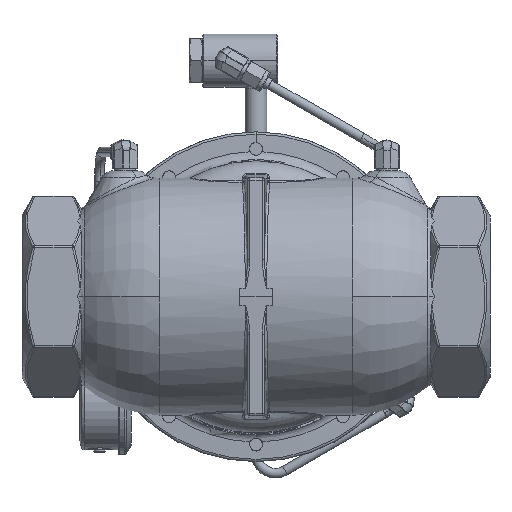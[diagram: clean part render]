
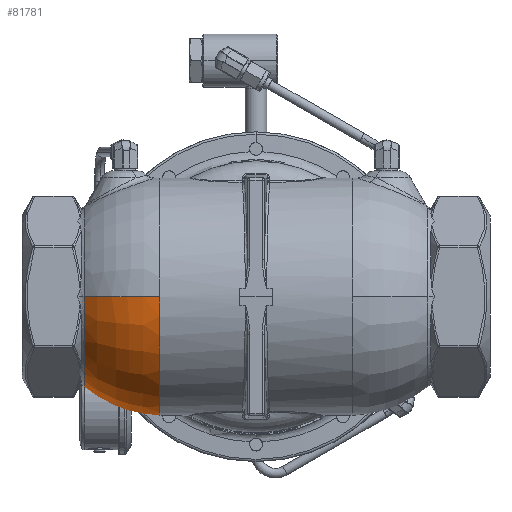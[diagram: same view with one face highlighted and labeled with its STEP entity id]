
A CAD part, front view. The second image highlights one B-rep face of the part: STEP entity #81781.
In plain terms, the highlighted toroidal (fillet/blend) face has major radius 3.347 mm and minor radius 74.441 mm.
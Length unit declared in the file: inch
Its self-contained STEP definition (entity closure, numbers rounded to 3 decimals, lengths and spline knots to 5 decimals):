
#219 = VERTEX_POINT ( 'NONE', #35065 ) ;
#1751 = EDGE_CURVE ( 'NONE', #185343, #65294, #88842, .T. ) ;
#3038 = CIRCLE ( 'NONE', #53434, 2.93074 ) ;
#4351 = EDGE_LOOP ( 'NONE', ( #14838, #163876, #52134, #172513, #67786, #114931, #100754 ) ) ;
#7689 = CARTESIAN_POINT ( 'NONE',  ( -3.42869, 1.96334, -2.13841 ) ) ;
#8288 = CARTESIAN_POINT ( 'NONE',  ( -3.99285, 2.04478, -1.67556 ) ) ;
#8674 = CARTESIAN_POINT ( 'NONE',  ( -3.45578, 1.9639, -2.12501 ) ) ;
#9806 = B_SPLINE_CURVE_WITH_KNOTS ( 'NONE', 3,
 ( #130960, #130011, #143835, #22528, #114237, #8674, #7689, #11562, #158683, #42174, #82661, #99416, #189311, #191232 ),
 .UNSPECIFIED., .F., .F.,
 ( 4, 2, 2, 2, 2, 2, 4 ),
 ( 0., 0.00916, 0.01374, 0.01603, 0.01832, 0.02747, 0.03663 ),
 .UNSPECIFIED. ) ;
#11562 = CARTESIAN_POINT ( 'NONE',  ( -3.37386, 1.9622, -2.16418 ) ) ;
#12830 = CARTESIAN_POINT ( 'NONE',  ( -2.47459, 0., 0. ) ) ;
#12961 = DIRECTION ( 'NONE',  ( 0., 1., 0. ) ) ;
#14838 = ORIENTED_EDGE ( 'NONE', *, *, #103243, .F. ) ;
#17047 = CARTESIAN_POINT ( 'NONE',  ( -4.43103, -2.31386, 0. ) ) ;
#19098 = DIRECTION ( 'NONE',  ( 0., 1., 0. ) ) ;
#22528 = CARTESIAN_POINT ( 'NONE',  ( -3.58831, 1.96663, -2.05347 ) ) ;
#24088 = CARTESIAN_POINT ( 'NONE',  ( -4.19378, 2.25144, -1.09959 ) ) ;
#27143 = EDGE_CURVE ( 'NONE', #219, #84038, #153354, .T. ) ;
#27622 = VERTEX_POINT ( 'NONE', #54223 ) ;
#29704 = CARTESIAN_POINT ( 'NONE',  ( -4.34081, 2.39151, 0. ) ) ;
#31042 = EDGE_CURVE ( 'NONE', #84038, #27622, #77931, .T. ) ;
#35065 = CARTESIAN_POINT ( 'NONE',  ( -2.47459, -3.0625, 0. ) ) ;
#38541 = EDGE_CURVE ( 'NONE', #185343, #27622, #3038, .T. ) ;
#38907 = CARTESIAN_POINT ( 'NONE',  ( -4.33611, 2.38717, -0.20213 ) ) ;
#42174 = CARTESIAN_POINT ( 'NONE',  ( -3.20671, 1.95869, -2.23545 ) ) ;
#42576 = DIRECTION ( 'NONE',  ( 0., 0., -1. ) ) ;
#48654 = CARTESIAN_POINT ( 'NONE',  ( -4.43103, 0., 0. ) ) ;
#49500 = CIRCLE ( 'NONE', #87226, 3.0625 ) ;
#52134 = ORIENTED_EDGE ( 'NONE', *, *, #31042, .T. ) ;
#52707 = CARTESIAN_POINT ( 'NONE',  ( -4.1833, 2.2411, -1.1373 ) ) ;
#52761 = AXIS2_PLACEMENT_3D ( 'NONE', #48654, #154250, #19098 ) ;
#53366 = B_SPLINE_CURVE_WITH_KNOTS ( 'NONE', 3,
 ( #115607, #87936, #148136, #132361 ),
 .UNSPECIFIED., .F., .F.,
 ( 4, 4 ),
 ( 0., 0.00726 ),
 .UNSPECIFIED. ) ;
#53434 = AXIS2_PLACEMENT_3D ( 'NONE', #171365, #153590, #66661 ) ;
#54223 = CARTESIAN_POINT ( 'NONE',  ( -4.43103, 2.31386, 0. ) ) ;
#58275 = VERTEX_POINT ( 'NONE', #100319 ) ;
#59142 = CARTESIAN_POINT ( 'NONE',  ( -4.34081, 2.39151, 0. ) ) ;
#62872 = TOROIDAL_SURFACE ( 'NONE', #122794, 0.13176, 2.93074 ) ;
#65294 = VERTEX_POINT ( 'NONE', #139109 ) ;
#66661 = DIRECTION ( 'NONE',  ( 1., 0., 0. ) ) ;
#67786 = ORIENTED_EDGE ( 'NONE', *, *, #1751, .T. ) ;
#67848 = FACE_OUTER_BOUND ( 'NONE', #4351, .T. ) ;
#68229 = AXIS2_PLACEMENT_3D ( 'NONE', #147138, #42576, #12961 ) ;
#72085 = CARTESIAN_POINT ( 'NONE',  ( -4.33788, 2.3888, -0.16167 ) ) ;
#77242 = EDGE_CURVE ( 'NONE', #65294, #58275, #9806, .T. ) ;
#77931 = CIRCLE ( 'NONE', #52761, 2.31386 ) ;
#81781 = ADVANCED_FACE ( 'NONE', ( #67848 ), #62872, .T. ) ;
#82661 = CARTESIAN_POINT ( 'NONE',  ( -3.09287, 1.95626, -2.27315 ) ) ;
#83258 = CARTESIAN_POINT ( 'NONE',  ( -4.32911, 2.38069, -0.32276 ) ) ;
#84038 = VERTEX_POINT ( 'NONE', #17047 ) ;
#86791 = DIRECTION ( 'NONE',  ( 1., 0., 0. ) ) ;
#87226 = AXIS2_PLACEMENT_3D ( 'NONE', #12830, #86791, #88794 ) ;
#87936 = CARTESIAN_POINT ( 'NONE',  ( -2.57236, 1.88435, -2.41399 ) ) ;
#88794 = DIRECTION ( 'NONE',  ( 0., 1., 0. ) ) ;
#88842 = B_SPLINE_CURVE_WITH_KNOTS ( 'NONE', 3,
 ( #29704, #119477, #179745, #72085, #38907, #83258, #177750, #164928, #99045, #127684, #187954, #24088, #52707, #148078, #192567, #143454, #8288, #159284 ),
 .UNSPECIFIED., .F., .F.,
 ( 4, 2, 2, 2, 2, 2, 2, 2, 4 ),
 ( 0.04922, 0.0523, 0.05538, 0.06154, 0.07386, 0.07694, 0.08002, 0.08618, 0.0985 ),
 .UNSPECIFIED. ) ;
#88932 = CARTESIAN_POINT ( 'NONE',  ( -2.47459, 1.75288, -2.51124 ) ) ;
#94548 = DIRECTION ( 'NONE',  ( -1., 0., 0. ) ) ;
#99045 = CARTESIAN_POINT ( 'NONE',  ( -4.26752, 2.32308, -0.79505 ) ) ;
#99416 = CARTESIAN_POINT ( 'NONE',  ( -2.86069, 1.95117, -2.33044 ) ) ;
#100319 = CARTESIAN_POINT ( 'NONE',  ( -2.62168, 1.94571, -2.36019 ) ) ;
#100754 = ORIENTED_EDGE ( 'NONE', *, *, #128553, .T. ) ;
#103243 = EDGE_CURVE ( 'NONE', #219, #154092, #49500, .T. ) ;
#114237 = CARTESIAN_POINT ( 'NONE',  ( -3.53607, 1.96556, -2.08329 ) ) ;
#114931 = ORIENTED_EDGE ( 'NONE', *, *, #77242, .T. ) ;
#115607 = CARTESIAN_POINT ( 'NONE',  ( -2.62168, 1.94571, -2.36019 ) ) ;
#119477 = CARTESIAN_POINT ( 'NONE',  ( -4.34081, 2.39151, -0.04037 ) ) ;
#122794 = AXIS2_PLACEMENT_3D ( 'NONE', #128054, #94548, #168649 ) ;
#127684 = CARTESIAN_POINT ( 'NONE',  ( -4.22308, 2.28008, -0.98592 ) ) ;
#128054 = CARTESIAN_POINT ( 'NONE',  ( -2.47459, 0., 0. ) ) ;
#128553 = EDGE_CURVE ( 'NONE', #58275, #154092, #53366, .T. ) ;
#130011 = CARTESIAN_POINT ( 'NONE',  ( -3.83812, 1.97168, -1.88648 ) ) ;
#130960 = CARTESIAN_POINT ( 'NONE',  ( -3.92982, 1.97352, -1.80679 ) ) ;
#132361 = CARTESIAN_POINT ( 'NONE',  ( -2.47459, 1.75288, -2.51124 ) ) ;
#139109 = CARTESIAN_POINT ( 'NONE',  ( -3.92982, 1.97352, -1.80679 ) ) ;
#143454 = CARTESIAN_POINT ( 'NONE',  ( -4.05038, 2.10592, -1.53814 ) ) ;
#143835 = CARTESIAN_POINT ( 'NONE',  ( -3.74123, 1.96974, -1.95802 ) ) ;
#147138 = CARTESIAN_POINT ( 'NONE',  ( -2.47459, -0.13176, 0. ) ) ;
#148078 = CARTESIAN_POINT ( 'NONE',  ( -4.15041, 2.20839, -1.24957 ) ) ;
#148136 = CARTESIAN_POINT ( 'NONE',  ( -2.52317, 1.82015, -2.46428 ) ) ;
#153354 = CIRCLE ( 'NONE', #68229, 2.93074 ) ;
#153590 = DIRECTION ( 'NONE',  ( 0., 0., 1. ) ) ;
#154092 = VERTEX_POINT ( 'NONE', #88932 ) ;
#154250 = DIRECTION ( 'NONE',  ( 1., 0., 0. ) ) ;
#158683 = CARTESIAN_POINT ( 'NONE',  ( -3.34608, 1.96162, -2.17657 ) ) ;
#159284 = CARTESIAN_POINT ( 'NONE',  ( -3.92982, 1.97352, -1.80679 ) ) ;
#163876 = ORIENTED_EDGE ( 'NONE', *, *, #27143, .T. ) ;
#164928 = CARTESIAN_POINT ( 'NONE',  ( -4.29466, 2.34857, -0.63964 ) ) ;
#168649 = DIRECTION ( 'NONE',  ( 0., 1., 0. ) ) ;
#171365 = CARTESIAN_POINT ( 'NONE',  ( -2.47459, 0.13176, 0. ) ) ;
#172513 = ORIENTED_EDGE ( 'NONE', *, *, #38541, .F. ) ;
#177750 = CARTESIAN_POINT ( 'NONE',  ( -4.32216, 2.37424, -0.40248 ) ) ;
#179745 = CARTESIAN_POINT ( 'NONE',  ( -4.34022, 2.39097, -0.08077 ) ) ;
#185343 = VERTEX_POINT ( 'NONE', #59142 ) ;
#187954 = CARTESIAN_POINT ( 'NONE',  ( -4.21366, 2.27092, -1.02393 ) ) ;
#189311 = CARTESIAN_POINT ( 'NONE',  ( -2.74235, 1.94851, -2.35003 ) ) ;
#191232 = CARTESIAN_POINT ( 'NONE',  ( -2.62168, 1.94571, -2.36019 ) ) ;
#192567 = CARTESIAN_POINT ( 'NONE',  ( -4.12665, 2.18443, -1.32286 ) ) ;
